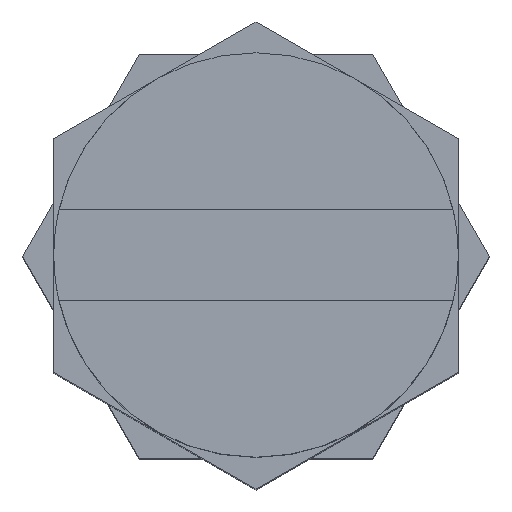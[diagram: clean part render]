
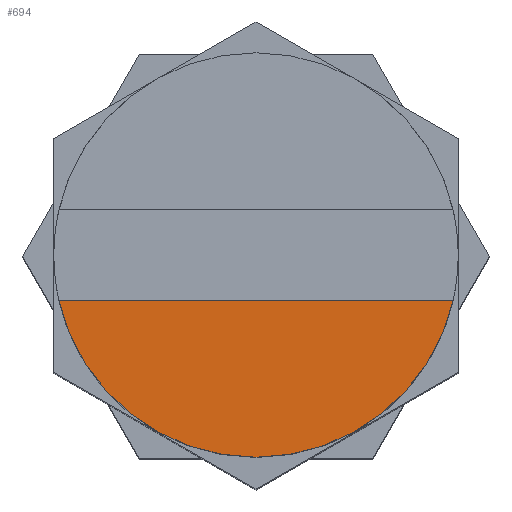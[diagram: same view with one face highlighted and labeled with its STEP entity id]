
A CAD part, top view. The second image highlights one B-rep face of the part: STEP entity #694.
In plain terms, the highlighted planar face has unit normal (0, 0, 1).
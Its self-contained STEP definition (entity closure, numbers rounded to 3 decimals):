
#603 = VERTEX_POINT('',#604);
#604 = CARTESIAN_POINT('',(-2.678,-0.625,11.6));
#610 = EDGE_CURVE('',#603,#611,#613,.T.);
#611 = VERTEX_POINT('',#612);
#612 = CARTESIAN_POINT('',(2.678,-0.625,11.6));
#613 = CIRCLE('',#614,2.75);
#614 = AXIS2_PLACEMENT_3D('',#615,#616,#617);
#615 = CARTESIAN_POINT('',(0.,0.,11.6));
#616 = DIRECTION('',(0.,0.,1.));
#617 = DIRECTION('',(1.,0.,0.));
#681 = EDGE_CURVE('',#611,#603,#682,.T.);
#682 = LINE('',#683,#684);
#683 = CARTESIAN_POINT('',(2.75,-0.625,11.6));
#684 = VECTOR('',#685,1.);
#685 = DIRECTION('',(-1.,0.,0.));
#694 = ADVANCED_FACE('',(#695),#699,.F.);
#695 = FACE_BOUND('',#696,.F.);
#696 = EDGE_LOOP('',(#697,#698));
#697 = ORIENTED_EDGE('',*,*,#681,.F.);
#698 = ORIENTED_EDGE('',*,*,#610,.F.);
#699 = PLANE('',#700);
#700 = AXIS2_PLACEMENT_3D('',#701,#702,#703);
#701 = CARTESIAN_POINT('',(2.75,0.,11.6));
#702 = DIRECTION('',(0.,0.,-1.));
#703 = DIRECTION('',(-1.,0.,0.));
